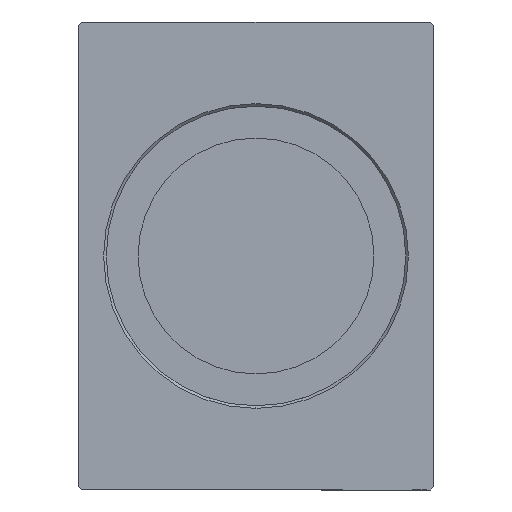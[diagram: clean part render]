
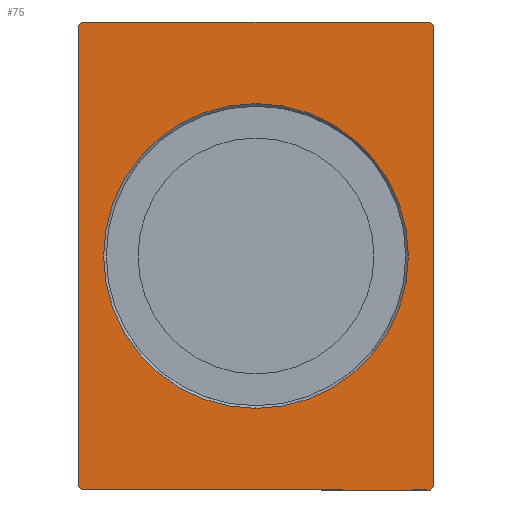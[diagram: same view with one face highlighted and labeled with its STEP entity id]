
A CAD part, left-side view. The second image highlights one B-rep face of the part: STEP entity #75.
In plain terms, the highlighted planar face has unit normal (-1, 0, 0).
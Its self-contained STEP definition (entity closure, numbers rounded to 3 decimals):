
#75 = ADVANCED_FACE ( 'NONE', ( #27595, #17859 ), #18069, .F. ) ;
#945 = DIRECTION ( 'NONE',  ( 0., 0., 1. ) ) ;
#1107 = AXIS2_PLACEMENT_3D ( 'NONE', #27802, #11702, #37538 ) ;
#1166 = CARTESIAN_POINT ( 'NONE',  ( 0., 47.5, -61.5 ) ) ;
#2060 = LINE ( 'NONE', #34256, #24484 ) ;
#2581 = VERTEX_POINT ( 'NONE', #38565 ) ;
#3516 = CARTESIAN_POINT ( 'NONE',  ( 0., -46.5, 62.5 ) ) ;
#3554 = CARTESIAN_POINT ( 'NONE',  ( 0., -47.5, 61.5 ) ) ;
#4042 = VERTEX_POINT ( 'NONE', #3554 ) ;
#4049 = VECTOR ( 'NONE', #37061, 1000. ) ;
#4557 = CARTESIAN_POINT ( 'NONE',  ( 0., -47.5, -61.5 ) ) ;
#4762 = CIRCLE ( 'NONE', #10156, 40.7 ) ;
#5808 = EDGE_LOOP ( 'NONE', ( #14757, #33844, #25501, #32412, #17420, #33717, #32043, #15926 ) ) ;
#6483 = DIRECTION ( 'NONE',  ( 0., 0.707, 0.707 ) ) ;
#6512 = CARTESIAN_POINT ( 'NONE',  ( 0., 0., 40.7 ) ) ;
#6658 = CARTESIAN_POINT ( 'NONE',  ( 0., -47.5, -61.5 ) ) ;
#6734 = CARTESIAN_POINT ( 'NONE',  ( 0., 0., 0. ) ) ;
#7895 = VERTEX_POINT ( 'NONE', #32750 ) ;
#8671 = VERTEX_POINT ( 'NONE', #25641 ) ;
#8728 = DIRECTION ( 'NONE',  ( 0., 0., -1. ) ) ;
#8847 = DIRECTION ( 'NONE',  ( 0., 1., 0. ) ) ;
#10156 = AXIS2_PLACEMENT_3D ( 'NONE', #21447, #38367, #8728 ) ;
#10257 = CARTESIAN_POINT ( 'NONE',  ( 0., 47.5, -61.5 ) ) ;
#10684 = LINE ( 'NONE', #10257, #32804 ) ;
#11702 = DIRECTION ( 'NONE',  ( 1., 0., 0. ) ) ;
#12497 = EDGE_CURVE ( 'NONE', #8671, #38314, #30915, .T. ) ;
#12715 = EDGE_CURVE ( 'NONE', #17648, #7895, #4762, .T. ) ;
#14212 = CARTESIAN_POINT ( 'NONE',  ( 0., -46.5, 62.5 ) ) ;
#14751 = EDGE_CURVE ( 'NONE', #25718, #2581, #27721, .T. ) ;
#14757 = ORIENTED_EDGE ( 'NONE', *, *, #16352, .F. ) ;
#15547 = EDGE_LOOP ( 'NONE', ( #33891, #24521 ) ) ;
#15926 = ORIENTED_EDGE ( 'NONE', *, *, #12497, .F. ) ;
#16352 = EDGE_CURVE ( 'NONE', #30968, #8671, #34715, .T. ) ;
#16591 = EDGE_CURVE ( 'NONE', #7895, #17648, #34595, .T. ) ;
#16811 = VERTEX_POINT ( 'NONE', #4557 ) ;
#16970 = VECTOR ( 'NONE', #8847, 1000. ) ;
#17420 = ORIENTED_EDGE ( 'NONE', *, *, #38868, .F. ) ;
#17648 = VERTEX_POINT ( 'NONE', #6512 ) ;
#17859 = FACE_OUTER_BOUND ( 'NONE', #5808, .T. ) ;
#18069 = PLANE ( 'NONE',  #1107 ) ;
#18218 = DIRECTION ( 'NONE',  ( 0., -0.707, 0.707 ) ) ;
#19096 = VERTEX_POINT ( 'NONE', #1166 ) ;
#20377 = VECTOR ( 'NONE', #18218, 1000. ) ;
#20767 = DIRECTION ( 'NONE',  ( 0., -0.707, -0.707 ) ) ;
#21447 = CARTESIAN_POINT ( 'NONE',  ( 0., 0., 0. ) ) ;
#21929 = VECTOR ( 'NONE', #6483, 1000. ) ;
#22132 = LINE ( 'NONE', #6658, #38165 ) ;
#22524 = EDGE_CURVE ( 'NONE', #4042, #16811, #2060, .T. ) ;
#22578 = LINE ( 'NONE', #35486, #21929 ) ;
#24484 = VECTOR ( 'NONE', #34456, 1000. ) ;
#24521 = ORIENTED_EDGE ( 'NONE', *, *, #16591, .T. ) ;
#25501 = ORIENTED_EDGE ( 'NONE', *, *, #36872, .F. ) ;
#25641 = CARTESIAN_POINT ( 'NONE',  ( 0., 46.5, 62.5 ) ) ;
#25718 = VERTEX_POINT ( 'NONE', #30054 ) ;
#27576 = CARTESIAN_POINT ( 'NONE',  ( 0., 47.5, 61.5 ) ) ;
#27595 = FACE_BOUND ( 'NONE', #15547, .T. ) ;
#27721 = LINE ( 'NONE', #41248, #16970 ) ;
#27802 = CARTESIAN_POINT ( 'NONE',  ( 0., 0., 0. ) ) ;
#29599 = DIRECTION ( 'NONE',  ( 0., 0., -1. ) ) ;
#30054 = CARTESIAN_POINT ( 'NONE',  ( 0., -46.5, -62.5 ) ) ;
#30299 = LINE ( 'NONE', #14212, #38827 ) ;
#30708 = CARTESIAN_POINT ( 'NONE',  ( 0., 47.5, 61.5 ) ) ;
#30915 = LINE ( 'NONE', #40868, #4049 ) ;
#30968 = VERTEX_POINT ( 'NONE', #27576 ) ;
#32043 = ORIENTED_EDGE ( 'NONE', *, *, #37822, .F. ) ;
#32412 = ORIENTED_EDGE ( 'NONE', *, *, #14751, .F. ) ;
#32561 = DIRECTION ( 'NONE',  ( 1., 0., 0. ) ) ;
#32750 = CARTESIAN_POINT ( 'NONE',  ( 0., 0., -40.7 ) ) ;
#32804 = VECTOR ( 'NONE', #945, 1000. ) ;
#33717 = ORIENTED_EDGE ( 'NONE', *, *, #22524, .F. ) ;
#33844 = ORIENTED_EDGE ( 'NONE', *, *, #34760, .F. ) ;
#33891 = ORIENTED_EDGE ( 'NONE', *, *, #12715, .T. ) ;
#34256 = CARTESIAN_POINT ( 'NONE',  ( 0., -47.5, 61.5 ) ) ;
#34456 = DIRECTION ( 'NONE',  ( 0., 0., -1. ) ) ;
#34595 = CIRCLE ( 'NONE', #37297, 40.7 ) ;
#34715 = LINE ( 'NONE', #30708, #20377 ) ;
#34760 = EDGE_CURVE ( 'NONE', #19096, #30968, #10684, .T. ) ;
#35486 = CARTESIAN_POINT ( 'NONE',  ( 0., 46.5, -62.5 ) ) ;
#35863 = DIRECTION ( 'NONE',  ( 0., 0.707, -0.707 ) ) ;
#36872 = EDGE_CURVE ( 'NONE', #2581, #19096, #22578, .T. ) ;
#37061 = DIRECTION ( 'NONE',  ( 0., -1., 0. ) ) ;
#37297 = AXIS2_PLACEMENT_3D ( 'NONE', #6734, #32561, #29599 ) ;
#37538 = DIRECTION ( 'NONE',  ( 0., 0., -1. ) ) ;
#37822 = EDGE_CURVE ( 'NONE', #38314, #4042, #30299, .T. ) ;
#38165 = VECTOR ( 'NONE', #35863, 1000. ) ;
#38314 = VERTEX_POINT ( 'NONE', #3516 ) ;
#38367 = DIRECTION ( 'NONE',  ( 1., 0., 0. ) ) ;
#38565 = CARTESIAN_POINT ( 'NONE',  ( 0., 46.5, -62.5 ) ) ;
#38827 = VECTOR ( 'NONE', #20767, 1000. ) ;
#38868 = EDGE_CURVE ( 'NONE', #16811, #25718, #22132, .T. ) ;
#40868 = CARTESIAN_POINT ( 'NONE',  ( 0., 46.5, 62.5 ) ) ;
#41248 = CARTESIAN_POINT ( 'NONE',  ( 0., -46.5, -62.5 ) ) ;
